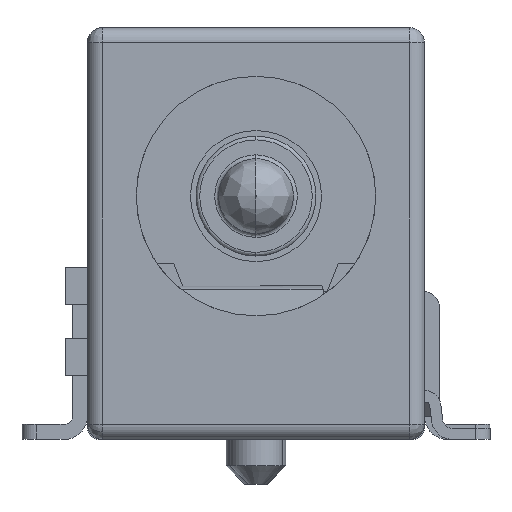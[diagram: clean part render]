
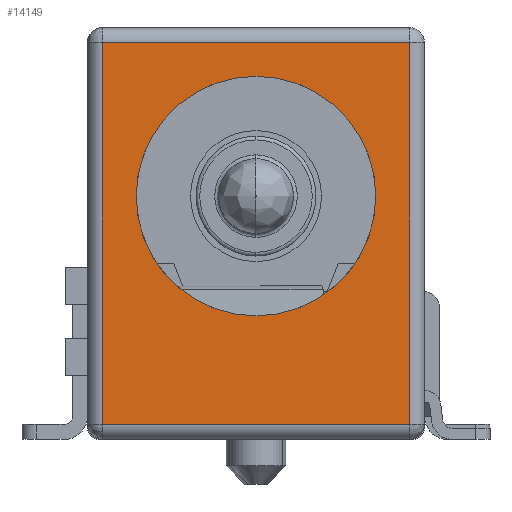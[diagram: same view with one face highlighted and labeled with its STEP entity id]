
A CAD part, front view. The second image highlights one B-rep face of the part: STEP entity #14149.
In plain terms, the highlighted planar face has unit normal (0, -1, 0).
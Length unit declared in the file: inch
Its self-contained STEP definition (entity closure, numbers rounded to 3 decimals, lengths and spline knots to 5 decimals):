
#861 = LINE ( 'NONE', #6194, #13791 ) ;
#955 = VERTEX_POINT ( 'NONE', #14298 ) ;
#1043 = CARTESIAN_POINT ( 'NONE',  ( 0., -0.23425, 0.16535 ) ) ;
#1113 = LINE ( 'NONE', #8721, #15390 ) ;
#1636 = DIRECTION ( 'NONE',  ( 0., 1., 0. ) ) ;
#1648 = VECTOR ( 'NONE', #1971, 39.37008 ) ;
#1971 = DIRECTION ( 'NONE',  ( 0., 0., -1. ) ) ;
#1987 = FACE_OUTER_BOUND ( 'NONE', #2292, .T. ) ;
#2251 = DIRECTION ( 'NONE',  ( -1., 0., 0. ) ) ;
#2292 = EDGE_LOOP ( 'NONE', ( #4210, #10940, #11383, #11962 ) ) ;
#2445 = DIRECTION ( 'NONE',  ( 1., 0., 0. ) ) ;
#2778 = VERTEX_POINT ( 'NONE', #1043 ) ;
#2788 = AXIS2_PLACEMENT_3D ( 'NONE', #13347, #5790, #14565 ) ;
#3005 = CARTESIAN_POINT ( 'NONE',  ( -0.16142, -0.23425, -0.20079 ) ) ;
#3019 = CARTESIAN_POINT ( 'NONE',  ( 0., -0.23425, 0.03937 ) ) ;
#3794 = EDGE_CURVE ( 'NONE', #955, #8524, #861, .T. ) ;
#4210 = ORIENTED_EDGE ( 'NONE', *, *, #8010, .F. ) ;
#4736 = CARTESIAN_POINT ( 'NONE',  ( 0.16142, -0.23425, 0. ) ) ;
#5342 = FACE_BOUND ( 'NONE', #8318, .T. ) ;
#5790 = DIRECTION ( 'NONE',  ( 0., -1., 0. ) ) ;
#6070 = VECTOR ( 'NONE', #9031, 39.37008 ) ;
#6194 = CARTESIAN_POINT ( 'NONE',  ( 0., -0.23425, 0.20079 ) ) ;
#6326 = CIRCLE ( 'NONE', #14593, 0.12598 ) ;
#6400 = VERTEX_POINT ( 'NONE', #3005 ) ;
#6746 = CARTESIAN_POINT ( 'NONE',  ( -0.16142, -0.23425, 0. ) ) ;
#6755 = VERTEX_POINT ( 'NONE', #14951 ) ;
#6975 = DIRECTION ( 'NONE',  ( 0., -1., 0. ) ) ;
#8010 = EDGE_CURVE ( 'NONE', #6755, #6400, #1113, .T. ) ;
#8318 = EDGE_LOOP ( 'NONE', ( #15431, #15395 ) ) ;
#8524 = VERTEX_POINT ( 'NONE', #15641 ) ;
#8721 = CARTESIAN_POINT ( 'NONE',  ( 0.17717, -0.23425, -0.20079 ) ) ;
#8732 = CIRCLE ( 'NONE', #2788, 0.12598 ) ;
#8828 = CARTESIAN_POINT ( 'NONE',  ( 0., -0.23425, -0.08661 ) ) ;
#9031 = DIRECTION ( 'NONE',  ( 0., 0., 1. ) ) ;
#9094 = EDGE_CURVE ( 'NONE', #9648, #2778, #8732, .T. ) ;
#9150 = PLANE ( 'NONE',  #12487 ) ;
#9205 = CARTESIAN_POINT ( 'NONE',  ( 0., -0.23425, 0. ) ) ;
#9648 = VERTEX_POINT ( 'NONE', #8828 ) ;
#10940 = ORIENTED_EDGE ( 'NONE', *, *, #15714, .F. ) ;
#11070 = EDGE_CURVE ( 'NONE', #2778, #9648, #6326, .T. ) ;
#11383 = ORIENTED_EDGE ( 'NONE', *, *, #3794, .F. ) ;
#11746 = DIRECTION ( 'NONE',  ( 0., 0., 1. ) ) ;
#11962 = ORIENTED_EDGE ( 'NONE', *, *, #16118, .F. ) ;
#12487 = AXIS2_PLACEMENT_3D ( 'NONE', #9205, #1636, #11746 ) ;
#13347 = CARTESIAN_POINT ( 'NONE',  ( 0., -0.23425, 0.03937 ) ) ;
#13791 = VECTOR ( 'NONE', #2445, 39.37008 ) ;
#14149 = ADVANCED_FACE ( 'NONE', ( #5342, #1987 ), #9150, .F. ) ;
#14298 = CARTESIAN_POINT ( 'NONE',  ( -0.16142, -0.23425, 0.20079 ) ) ;
#14565 = DIRECTION ( 'NONE',  ( 0., 0., 1. ) ) ;
#14593 = AXIS2_PLACEMENT_3D ( 'NONE', #3019, #6975, #15755 ) ;
#14951 = CARTESIAN_POINT ( 'NONE',  ( 0.16142, -0.23425, -0.20079 ) ) ;
#15092 = LINE ( 'NONE', #6746, #6070 ) ;
#15388 = LINE ( 'NONE', #4736, #1648 ) ;
#15390 = VECTOR ( 'NONE', #2251, 39.37008 ) ;
#15395 = ORIENTED_EDGE ( 'NONE', *, *, #9094, .F. ) ;
#15431 = ORIENTED_EDGE ( 'NONE', *, *, #11070, .F. ) ;
#15641 = CARTESIAN_POINT ( 'NONE',  ( 0.16142, -0.23425, 0.20079 ) ) ;
#15714 = EDGE_CURVE ( 'NONE', #8524, #6755, #15388, .T. ) ;
#15755 = DIRECTION ( 'NONE',  ( 0., 0., 1. ) ) ;
#16118 = EDGE_CURVE ( 'NONE', #6400, #955, #15092, .T. ) ;
